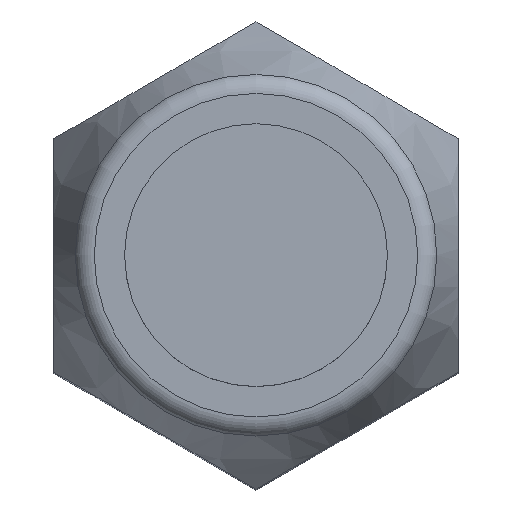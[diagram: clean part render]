
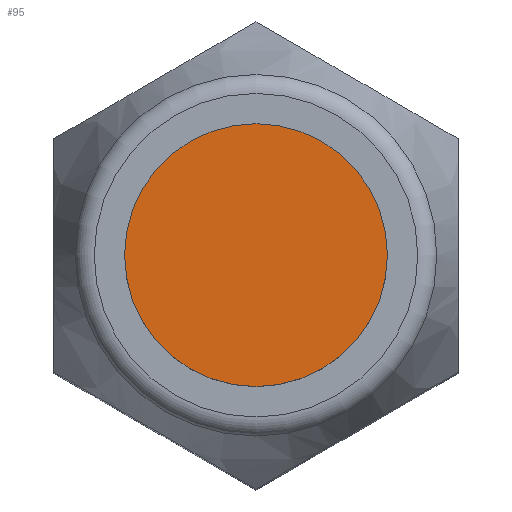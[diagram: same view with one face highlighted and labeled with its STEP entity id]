
A CAD part, top view. The second image highlights one B-rep face of the part: STEP entity #95.
In plain terms, the highlighted planar face has unit normal (0, 0, 1).
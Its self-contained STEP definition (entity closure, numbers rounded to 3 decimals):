
#95 = ADVANCED_FACE( '', ( #144 ), #145, .T. );
#144 = FACE_OUTER_BOUND( '', #193, .T. );
#145 = PLANE( '', #194 );
#193 = EDGE_LOOP( '', ( #328 ) );
#194 = AXIS2_PLACEMENT_3D( '', #329, #330, #331 );
#328 = ORIENTED_EDGE( '', *, *, #345, .T. );
#329 = CARTESIAN_POINT( '', ( 0., 0., 20. ) );
#330 = DIRECTION( '', ( 0., 0., 1. ) );
#331 = DIRECTION( '', ( 1., 0., 0. ) );
#345 = EDGE_CURVE( '', #393, #393, #394, .T. );
#393 = VERTEX_POINT( '', #516 );
#394 = CIRCLE( '', #517, 3.25 );
#516 = CARTESIAN_POINT( '', ( 0., 3.25, 20. ) );
#517 = AXIS2_PLACEMENT_3D( '', #688, #689, #690 );
#688 = CARTESIAN_POINT( '', ( 0., 0., 20. ) );
#689 = DIRECTION( '', ( 0., 0., 1. ) );
#690 = DIRECTION( '', ( 0., 1., 0. ) );
